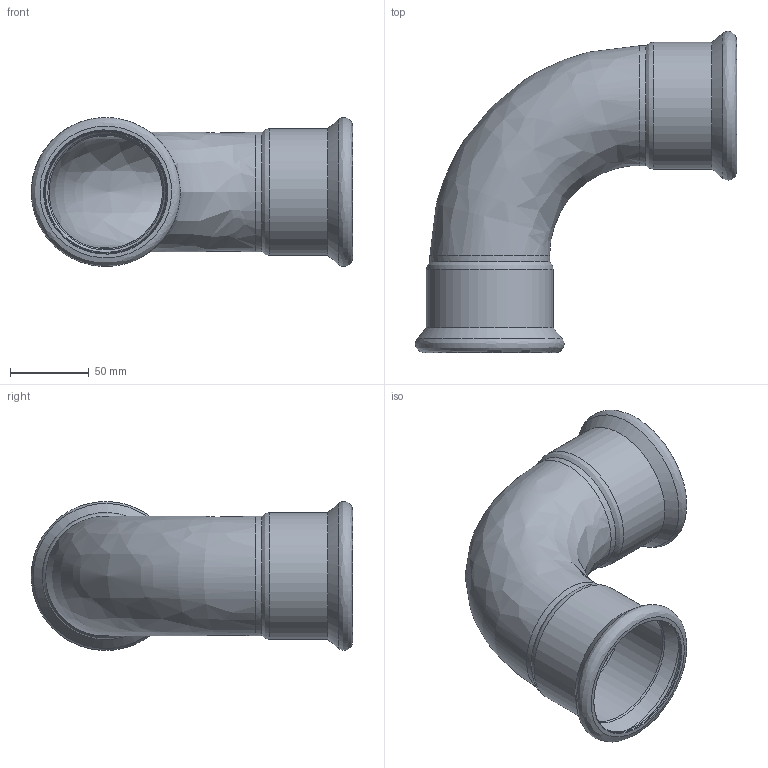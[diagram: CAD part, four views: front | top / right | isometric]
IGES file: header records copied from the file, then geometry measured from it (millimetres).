
Global section: file name: 81109; native system: Autodesk Inventor 2023; preprocessor: unknown; author: JANAN; date: 20250826.110814; units: millimetre
Bounding box: 204.33 x 204.33 x 94.67 mm (x, y, z)
Volume: 140258.6 mm3; surface area: 141092.2 mm2
Topology: 1 solids, 1 shells, 36 faces, 96 edges, 64 vertices
Faces by surface type: bspline 36
